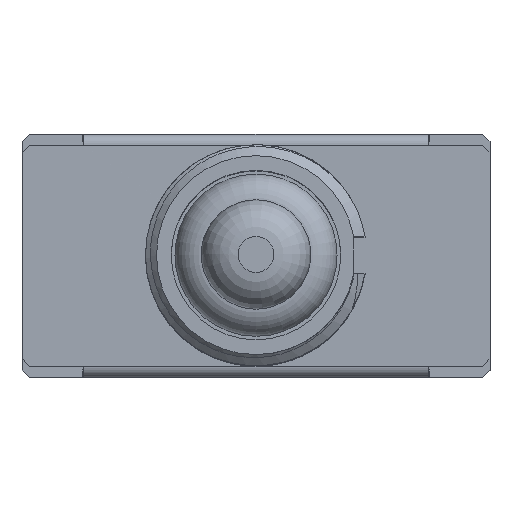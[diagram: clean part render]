
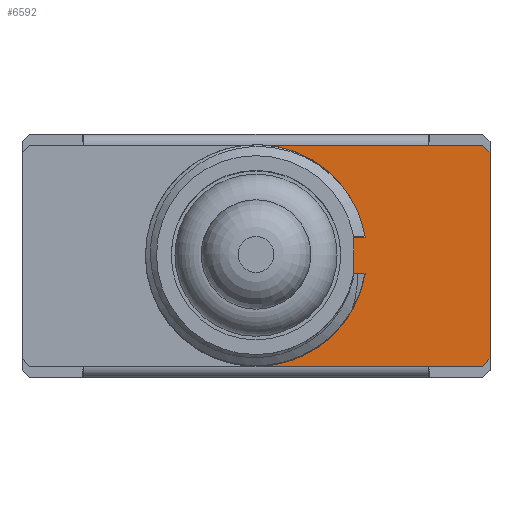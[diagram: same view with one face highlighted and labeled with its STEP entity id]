
A CAD part, top view. The second image highlights one B-rep face of the part: STEP entity #6592.
In plain terms, the highlighted planar face has unit normal (0, 0, 1).
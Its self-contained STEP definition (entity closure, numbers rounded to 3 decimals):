
#876=LINE('',#24360,#1398);
#877=LINE('',#24362,#1399);
#878=LINE('',#24364,#1400);
#879=LINE('',#24365,#1401);
#880=LINE('',#24367,#1402);
#881=LINE('',#24369,#1403);
#882=LINE('',#24371,#1404);
#883=LINE('',#24373,#1405);
#884=LINE('',#24375,#1406);
#885=LINE('',#24377,#1407);
#1398=VECTOR('',#9911,1000.);
#1399=VECTOR('',#9912,1000.);
#1400=VECTOR('',#9913,1000.);
#1401=VECTOR('',#9914,1000.);
#1402=VECTOR('',#9915,1000.);
#1403=VECTOR('',#9916,1000.);
#1404=VECTOR('',#9917,1000.);
#1405=VECTOR('',#9918,1000.);
#1406=VECTOR('',#9919,1000.);
#1407=VECTOR('',#9920,1000.);
#2420=ORIENTED_EDGE('',*,*,#3842,.T.);
#2421=ORIENTED_EDGE('',*,*,#4184,.F.);
#2422=ORIENTED_EDGE('',*,*,#4185,.T.);
#2423=ORIENTED_EDGE('',*,*,#4186,.T.);
#2424=ORIENTED_EDGE('',*,*,#3847,.T.);
#2425=ORIENTED_EDGE('',*,*,#4187,.T.);
#2426=ORIENTED_EDGE('',*,*,#4188,.F.);
#2427=ORIENTED_EDGE('',*,*,#4189,.T.);
#2428=ORIENTED_EDGE('',*,*,#4190,.F.);
#2429=ORIENTED_EDGE('',*,*,#4191,.T.);
#2430=ORIENTED_EDGE('',*,*,#4192,.F.);
#2431=ORIENTED_EDGE('',*,*,#4193,.F.);
#3842=EDGE_CURVE('',#4786,#4785,#5297,.T.);
#3847=EDGE_CURVE('',#4790,#4791,#5299,.T.);
#4184=EDGE_CURVE('',#5056,#4785,#876,.T.);
#4185=EDGE_CURVE('',#5056,#5057,#877,.T.);
#4186=EDGE_CURVE('',#5057,#4790,#878,.T.);
#4187=EDGE_CURVE('',#4791,#5058,#879,.T.);
#4188=EDGE_CURVE('',#5059,#5058,#880,.T.);
#4189=EDGE_CURVE('',#5059,#5060,#881,.F.);
#4190=EDGE_CURVE('',#5061,#5060,#882,.T.);
#4191=EDGE_CURVE('',#5061,#5062,#883,.F.);
#4192=EDGE_CURVE('',#5063,#5062,#884,.T.);
#4193=EDGE_CURVE('',#4786,#5063,#885,.T.);
#4785=VERTEX_POINT('',#17874);
#4786=VERTEX_POINT('',#17876);
#4790=VERTEX_POINT('',#18126);
#4791=VERTEX_POINT('',#18127);
#5056=VERTEX_POINT('',#24361);
#5057=VERTEX_POINT('',#24363);
#5058=VERTEX_POINT('',#24366);
#5059=VERTEX_POINT('',#24368);
#5060=VERTEX_POINT('',#24370);
#5061=VERTEX_POINT('',#24372);
#5062=VERTEX_POINT('',#24374);
#5063=VERTEX_POINT('',#24376);
#5297=CIRCLE('',#9032,3.);
#5299=CIRCLE('',#9035,3.);
#5492=EDGE_LOOP('',(#2420,#2421,#2422,#2423,#2424,#2425,#2426,#2427,#2428,
#2429,#2430,#2431));
#5923=FACE_BOUND('',#5492,.T.);
#6275=PLANE('',#9085);
#6592=ADVANCED_FACE('',(#5923),#6275,.F.);
#9032=AXIS2_PLACEMENT_3D('',#17875,#9697,#9698);
#9035=AXIS2_PLACEMENT_3D('',#18125,#9705,#9706);
#9085=AXIS2_PLACEMENT_3D('',#24359,#9909,#9910);
#9697=DIRECTION('',(0.,0.,-1.));
#9698=DIRECTION('',(1.,0.,0.));
#9705=DIRECTION('',(0.,0.,-1.));
#9706=DIRECTION('',(1.,0.,0.));
#9909=DIRECTION('',(0.,0.,-1.));
#9910=DIRECTION('',(-1.,0.,0.));
#9911=DIRECTION('',(1.,0.,0.));
#9912=DIRECTION('',(0.,-1.,0.));
#9913=DIRECTION('',(1.,0.,0.));
#9914=DIRECTION('',(1.,0.,0.));
#9915=DIRECTION('',(-1.,0.,0.));
#9916=DIRECTION('',(-0.707,-0.707,0.));
#9917=DIRECTION('',(0.,-1.,0.));
#9918=DIRECTION('',(0.707,-0.707,0.));
#9919=DIRECTION('',(1.,0.,0.));
#9920=DIRECTION('',(1.,0.,0.));
#17874=CARTESIAN_POINT('',(2.958,0.5,0.2));
#17875=CARTESIAN_POINT('',(0.,0.,0.2));
#17876=CARTESIAN_POINT('',(0.,3.,0.2));
#18125=CARTESIAN_POINT('',(0.,0.,0.2));
#18126=CARTESIAN_POINT('',(2.958,-0.5,0.2));
#18127=CARTESIAN_POINT('',(0.,-3.,0.2));
#24359=CARTESIAN_POINT('',(0.,0.,0.2));
#24360=CARTESIAN_POINT('',(2.65,0.5,0.2));
#24361=CARTESIAN_POINT('',(2.65,0.5,0.2));
#24362=CARTESIAN_POINT('',(2.65,0.5,0.2));
#24363=CARTESIAN_POINT('',(2.65,-0.5,0.2));
#24364=CARTESIAN_POINT('',(2.65,-0.5,0.2));
#24365=CARTESIAN_POINT('',(-4.675,-3.,0.2));
#24366=CARTESIAN_POINT('',(4.675,-3.,0.2));
#24367=CARTESIAN_POINT('',(6.35,-3.,0.2));
#24368=CARTESIAN_POINT('',(6.15,-3.,0.2));
#24369=CARTESIAN_POINT('',(6.35,-2.8,0.2));
#24370=CARTESIAN_POINT('',(6.35,-2.8,0.2));
#24371=CARTESIAN_POINT('',(6.35,3.,0.2));
#24372=CARTESIAN_POINT('',(6.35,2.8,0.2));
#24373=CARTESIAN_POINT('',(6.15,3.,0.2));
#24374=CARTESIAN_POINT('',(6.15,3.,0.2));
#24375=CARTESIAN_POINT('',(-6.35,3.,0.2));
#24376=CARTESIAN_POINT('',(4.675,3.,0.2));
#24377=CARTESIAN_POINT('',(-6.35,3.,0.2));
